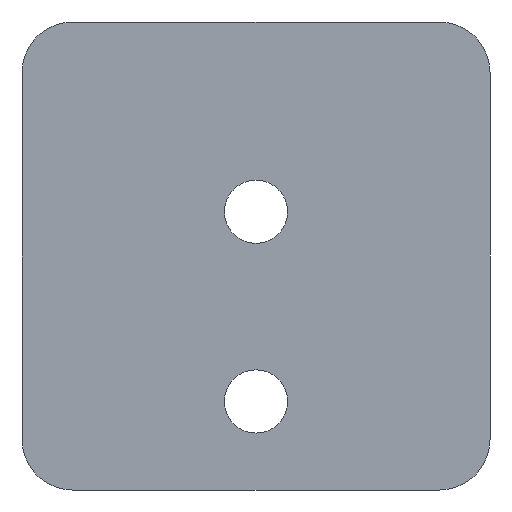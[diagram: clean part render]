
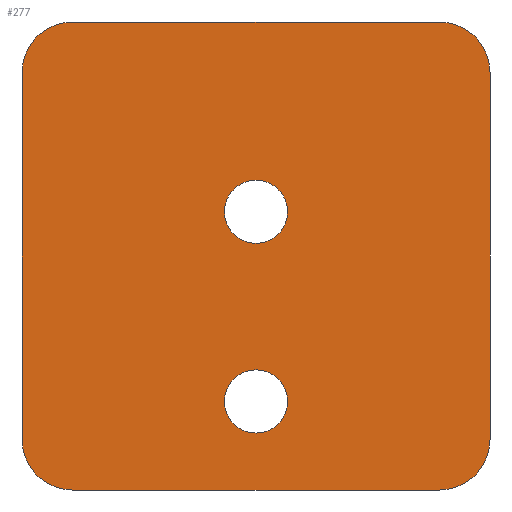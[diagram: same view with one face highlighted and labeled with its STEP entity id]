
A CAD part, front view. The second image highlights one B-rep face of the part: STEP entity #277.
In plain terms, the highlighted planar face has unit normal (0, -1, 0).
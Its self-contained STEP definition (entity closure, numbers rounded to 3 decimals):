
#2 = CIRCLE ( 'NONE', #463, 4. ) ;
#6 = PLANE ( 'NONE',  #233 ) ;
#8 = EDGE_CURVE ( 'NONE', #349, #387, #124, .T. ) ;
#12 = LINE ( 'NONE', #169, #207 ) ;
#13 = VERTEX_POINT ( 'NONE', #195 ) ;
#16 = DIRECTION ( 'NONE',  ( -1., 0., 0. ) ) ;
#25 = ORIENTED_EDGE ( 'NONE', *, *, #288, .T. ) ;
#27 = CARTESIAN_POINT ( 'NONE',  ( 14.5, -2., 18.5 ) ) ;
#30 = CARTESIAN_POINT ( 'NONE',  ( -14.5, -2., 14.5 ) ) ;
#33 = DIRECTION ( 'NONE',  ( 0., 1., 0. ) ) ;
#42 = DIRECTION ( 'NONE',  ( 0., 1., 0. ) ) ;
#43 = EDGE_CURVE ( 'NONE', #215, #13, #2, .T. ) ;
#46 = CARTESIAN_POINT ( 'NONE',  ( 14.5, -2., -18.5 ) ) ;
#47 = DIRECTION ( 'NONE',  ( 0., 0., 1. ) ) ;
#51 = CARTESIAN_POINT ( 'NONE',  ( 0., -2., -9. ) ) ;
#52 = ORIENTED_EDGE ( 'NONE', *, *, #88, .F. ) ;
#56 = DIRECTION ( 'NONE',  ( 0., 1., 0. ) ) ;
#62 = ORIENTED_EDGE ( 'NONE', *, *, #118, .T. ) ;
#66 = VERTEX_POINT ( 'NONE', #27 ) ;
#69 = DIRECTION ( 'NONE',  ( 0., 0., -1. ) ) ;
#88 = EDGE_CURVE ( 'NONE', #461, #148, #333, .T. ) ;
#94 = AXIS2_PLACEMENT_3D ( 'NONE', #185, #33, #182 ) ;
#95 = EDGE_LOOP ( 'NONE', ( #508, #135, #224, #517, #52, #264, #179, #173 ) ) ;
#100 = VERTEX_POINT ( 'NONE', #314 ) ;
#113 = EDGE_CURVE ( 'NONE', #505, #259, #343, .T. ) ;
#115 = DIRECTION ( 'NONE',  ( 0., 0., 1. ) ) ;
#118 = EDGE_CURVE ( 'NONE', #259, #505, #445, .T. ) ;
#122 = CARTESIAN_POINT ( 'NONE',  ( -14.5, -2., -14.5 ) ) ;
#124 = CIRCLE ( 'NONE', #94, 2.5 ) ;
#135 = ORIENTED_EDGE ( 'NONE', *, *, #212, .T. ) ;
#139 = CARTESIAN_POINT ( 'NONE',  ( -14.5, -2., -18.5 ) ) ;
#140 = DIRECTION ( 'NONE',  ( 0., 0., 1. ) ) ;
#148 = VERTEX_POINT ( 'NONE', #380 ) ;
#150 = DIRECTION ( 'NONE',  ( 0., 1., 0. ) ) ;
#156 = DIRECTION ( 'NONE',  ( 0., 1., 0. ) ) ;
#158 = LINE ( 'NONE', #440, #261 ) ;
#161 = AXIS2_PLACEMENT_3D ( 'NONE', #389, #150, #115 ) ;
#162 = CARTESIAN_POINT ( 'NONE',  ( 0., -2., 6. ) ) ;
#166 = CIRCLE ( 'NONE', #498, 4. ) ;
#168 = EDGE_LOOP ( 'NONE', ( #62, #450 ) ) ;
#169 = CARTESIAN_POINT ( 'NONE',  ( 14.5, -2., 18.5 ) ) ;
#173 = ORIENTED_EDGE ( 'NONE', *, *, #437, .T. ) ;
#175 = CIRCLE ( 'NONE', #334, 4. ) ;
#179 = ORIENTED_EDGE ( 'NONE', *, *, #340, .F. ) ;
#182 = DIRECTION ( 'NONE',  ( 0., 0., 1. ) ) ;
#185 = CARTESIAN_POINT ( 'NONE',  ( 0., -2., -11.5 ) ) ;
#195 = CARTESIAN_POINT ( 'NONE',  ( -18.5, -2., 14.5 ) ) ;
#207 = VECTOR ( 'NONE', #16, 1000. ) ;
#212 = EDGE_CURVE ( 'NONE', #13, #100, #158, .T. ) ;
#215 = VERTEX_POINT ( 'NONE', #399 ) ;
#221 = CARTESIAN_POINT ( 'NONE',  ( 0., -2., -14. ) ) ;
#224 = ORIENTED_EDGE ( 'NONE', *, *, #240, .F. ) ;
#231 = EDGE_CURVE ( 'NONE', #148, #462, #241, .T. ) ;
#233 = AXIS2_PLACEMENT_3D ( 'NONE', #524, #358, #322 ) ;
#236 = DIRECTION ( 'NONE',  ( 0., -1., 0. ) ) ;
#240 = EDGE_CURVE ( 'NONE', #462, #100, #166, .T. ) ;
#241 = LINE ( 'NONE', #46, #325 ) ;
#243 = DIRECTION ( 'NONE',  ( 0., 1., 0. ) ) ;
#249 = CARTESIAN_POINT ( 'NONE',  ( 0., -2., -11.5 ) ) ;
#251 = LINE ( 'NONE', #404, #313 ) ;
#259 = VERTEX_POINT ( 'NONE', #162 ) ;
#261 = VECTOR ( 'NONE', #443, 1000. ) ;
#264 = ORIENTED_EDGE ( 'NONE', *, *, #378, .F. ) ;
#273 = AXIS2_PLACEMENT_3D ( 'NONE', #507, #522, #140 ) ;
#277 = ADVANCED_FACE ( 'NONE', ( #284, #441, #361 ), #6, .T. ) ;
#283 = DIRECTION ( 'NONE',  ( -1., 0., 0. ) ) ;
#284 = FACE_BOUND ( 'NONE', #329, .T. ) ;
#288 = EDGE_CURVE ( 'NONE', #387, #349, #474, .T. ) ;
#293 = ORIENTED_EDGE ( 'NONE', *, *, #8, .T. ) ;
#313 = VECTOR ( 'NONE', #447, 1000. ) ;
#314 = CARTESIAN_POINT ( 'NONE',  ( -18.5, -2., -14.5 ) ) ;
#322 = DIRECTION ( 'NONE',  ( 0., 0., -1. ) ) ;
#325 = VECTOR ( 'NONE', #283, 1000. ) ;
#329 = EDGE_LOOP ( 'NONE', ( #25, #293 ) ) ;
#333 = CIRCLE ( 'NONE', #273, 4. ) ;
#334 = AXIS2_PLACEMENT_3D ( 'NONE', #403, #56, #47 ) ;
#340 = EDGE_CURVE ( 'NONE', #66, #453, #175, .T. ) ;
#343 = CIRCLE ( 'NONE', #393, 2.5 ) ;
#349 = VERTEX_POINT ( 'NONE', #221 ) ;
#351 = CARTESIAN_POINT ( 'NONE',  ( 0., -2., 1. ) ) ;
#358 = DIRECTION ( 'NONE',  ( 0., -1., 0. ) ) ;
#361 = FACE_OUTER_BOUND ( 'NONE', #95, .T. ) ;
#378 = EDGE_CURVE ( 'NONE', #453, #461, #251, .T. ) ;
#380 = CARTESIAN_POINT ( 'NONE',  ( 14.5, -2., -18.5 ) ) ;
#387 = VERTEX_POINT ( 'NONE', #51 ) ;
#389 = CARTESIAN_POINT ( 'NONE',  ( 0., -2., 3.5 ) ) ;
#393 = AXIS2_PLACEMENT_3D ( 'NONE', #518, #156, #477 ) ;
#394 = DIRECTION ( 'NONE',  ( 0., 0., 1. ) ) ;
#397 = DIRECTION ( 'NONE',  ( 0., 0., 1. ) ) ;
#399 = CARTESIAN_POINT ( 'NONE',  ( -14.5, -2., 18.5 ) ) ;
#403 = CARTESIAN_POINT ( 'NONE',  ( 14.5, -2., 14.5 ) ) ;
#404 = CARTESIAN_POINT ( 'NONE',  ( 18.5, -2., 14.5 ) ) ;
#434 = CARTESIAN_POINT ( 'NONE',  ( 18.5, -2., 14.5 ) ) ;
#437 = EDGE_CURVE ( 'NONE', #66, #215, #12, .T. ) ;
#439 = AXIS2_PLACEMENT_3D ( 'NONE', #249, #243, #397 ) ;
#440 = CARTESIAN_POINT ( 'NONE',  ( -18.5, -2., 14.5 ) ) ;
#441 = FACE_BOUND ( 'NONE', #168, .T. ) ;
#443 = DIRECTION ( 'NONE',  ( 0., 0., -1. ) ) ;
#445 = CIRCLE ( 'NONE', #161, 2.5 ) ;
#447 = DIRECTION ( 'NONE',  ( 0., 0., -1. ) ) ;
#450 = ORIENTED_EDGE ( 'NONE', *, *, #113, .T. ) ;
#453 = VERTEX_POINT ( 'NONE', #434 ) ;
#461 = VERTEX_POINT ( 'NONE', #465 ) ;
#462 = VERTEX_POINT ( 'NONE', #139 ) ;
#463 = AXIS2_PLACEMENT_3D ( 'NONE', #30, #236, #69 ) ;
#465 = CARTESIAN_POINT ( 'NONE',  ( 18.5, -2., -14.5 ) ) ;
#474 = CIRCLE ( 'NONE', #439, 2.5 ) ;
#477 = DIRECTION ( 'NONE',  ( 0., 0., 1. ) ) ;
#498 = AXIS2_PLACEMENT_3D ( 'NONE', #122, #42, #394 ) ;
#505 = VERTEX_POINT ( 'NONE', #351 ) ;
#507 = CARTESIAN_POINT ( 'NONE',  ( 14.5, -2., -14.5 ) ) ;
#508 = ORIENTED_EDGE ( 'NONE', *, *, #43, .T. ) ;
#517 = ORIENTED_EDGE ( 'NONE', *, *, #231, .F. ) ;
#518 = CARTESIAN_POINT ( 'NONE',  ( 0., -2., 3.5 ) ) ;
#522 = DIRECTION ( 'NONE',  ( 0., 1., 0. ) ) ;
#524 = CARTESIAN_POINT ( 'NONE',  ( -14.5, -2., 14.5 ) ) ;
